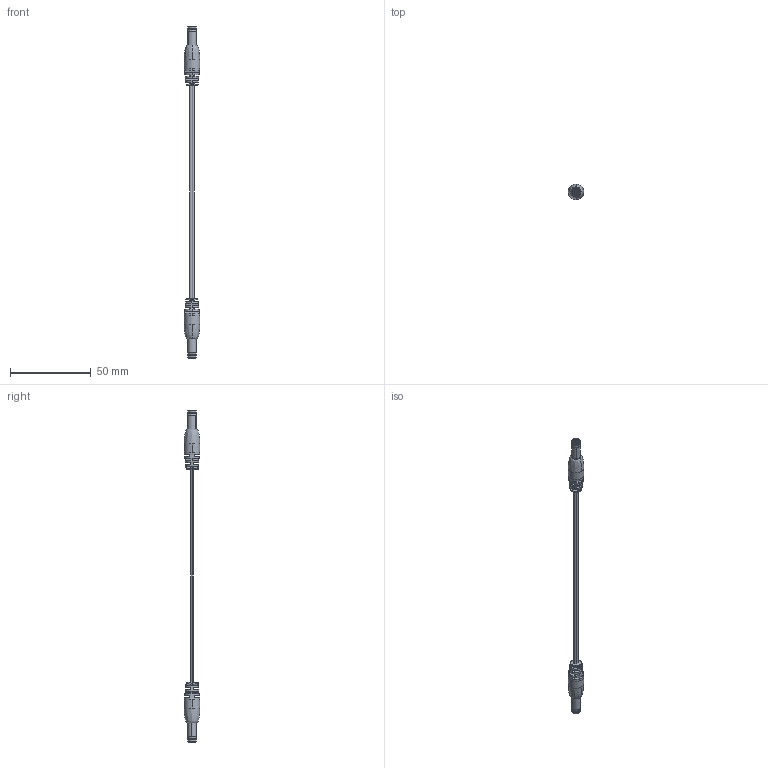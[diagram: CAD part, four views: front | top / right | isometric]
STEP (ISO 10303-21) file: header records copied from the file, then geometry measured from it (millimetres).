
FILE_DESCRIPTION (( 'STEP AP203' ), '1' );
FILE_NAME ('10-06412_revA.STEP', '2025-06-30T17:43:07', ( '' ), ( '' ), 'SwSTEP 2.0', 'SolidWorks 2025', '' );
FILE_SCHEMA (( 'CONFIG_CONTROL_DESIGN' ));
Length unit declared in the file: millimetre
Products named in the file (7): 50-00026 contact; 50-00026 shell; 50-00026 insulator; 24-00003; 50-00026; 30-00418_blunt cut; 10-06412_revA
Assembly tree (8 placements, depth 3):
  10-06412_revA
    24-00003  x2
    50-00026  x2
      50-00026 shell
      50-00026 contact
      50-00026 insulator
    30-00418_blunt cut
Bounding box: 9.6 x 9.6 x 205.36 mm (x, y, z)
Volume: 3621.1 mm3; surface area: 9518.4 mm2
Topology: 31 solids, 31 shells, 710 faces, 1820 edges, 1190 vertices
Faces by surface type: cylinder 226, plane 206, bspline 182, torus 48, cone 48
Entity records: 16354 total; most frequent: CARTESIAN_POINT 5857, ORIENTED_EDGE 2096, DIRECTION 1906, EDGE_CURVE 1048, AXIS2_PLACEMENT_3D 794, VERTEX_POINT 687, EDGE_LOOP 483, CIRCLE 451
